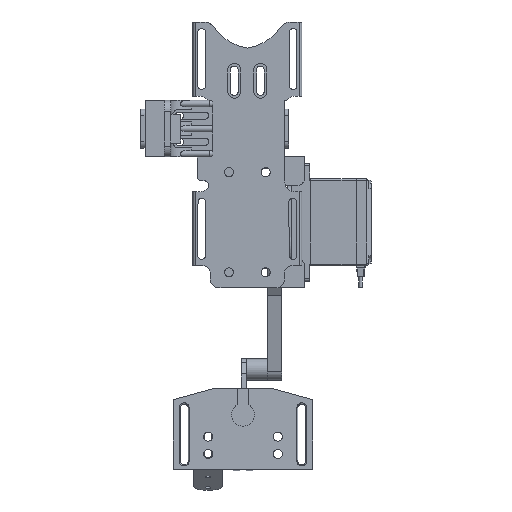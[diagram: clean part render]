
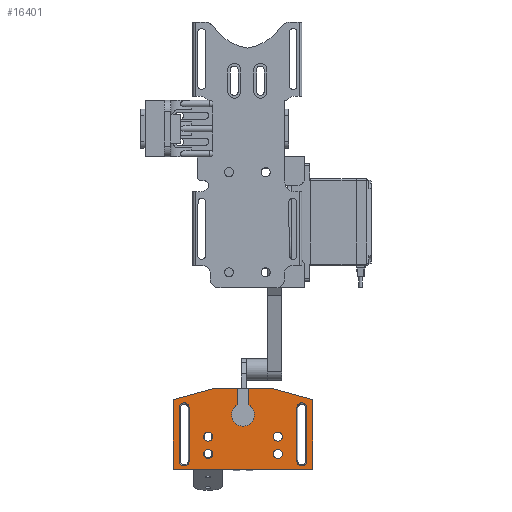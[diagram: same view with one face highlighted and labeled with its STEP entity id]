
A CAD part, front view. The second image highlights one B-rep face of the part: STEP entity #16401.
In plain terms, the highlighted face is planar.
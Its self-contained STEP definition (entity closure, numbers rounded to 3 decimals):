
#579=FACE_BOUND('',#2728,.T.);
#580=FACE_BOUND('',#2729,.T.);
#581=FACE_BOUND('',#2730,.T.);
#582=FACE_BOUND('',#2731,.T.);
#583=FACE_BOUND('',#2732,.T.);
#584=FACE_BOUND('',#2733,.T.);
#1028=PLANE('',#17890);
#1795=FACE_OUTER_BOUND('',#2727,.T.);
#2727=EDGE_LOOP('',(#14956,#14957,#14958,#14959,#14960,#14961,#14962,#14963,
#14964,#14965));
#2728=EDGE_LOOP('',(#14966,#14967,#14968,#14969));
#2729=EDGE_LOOP('',(#14970));
#2730=EDGE_LOOP('',(#14971));
#2731=EDGE_LOOP('',(#14972));
#2732=EDGE_LOOP('',(#14973));
#2733=EDGE_LOOP('',(#14974,#14975,#14976,#14977));
#4142=LINE('',#32312,#5680);
#4145=LINE('',#32318,#5683);
#4149=LINE('',#32326,#5687);
#4153=LINE('',#32333,#5691);
#4175=LINE('',#32438,#5713);
#4176=LINE('',#32447,#5714);
#4183=LINE('',#32478,#5721);
#4187=LINE('',#32485,#5725);
#4213=LINE('',#32598,#5751);
#4215=LINE('',#32609,#5753);
#4217=LINE('',#32617,#5755);
#4218=LINE('',#32619,#5756);
#4219=LINE('',#32620,#5757);
#5680=VECTOR('',#21740,10.);
#5683=VECTOR('',#21745,10.);
#5687=VECTOR('',#21753,10.);
#5691=VECTOR('',#21757,10.);
#5713=VECTOR('',#21847,10.);
#5714=VECTOR('',#21858,10.);
#5721=VECTOR('',#21897,10.);
#5725=VECTOR('',#21903,10.);
#5751=VECTOR('',#22001,10.);
#5753=VECTOR('',#22015,10.);
#5755=VECTOR('',#22027,10.);
#5756=VECTOR('',#22028,10.);
#5757=VECTOR('',#22029,10.);
#6363=CIRCLE('',#17782,5.25);
#6385=CIRCLE('',#17824,2.3);
#6387=CIRCLE('',#17828,2.3);
#6391=CIRCLE('',#17835,2.07);
#6394=CIRCLE('',#17840,2.07);
#6417=CIRCLE('',#17883,2.3);
#6420=CIRCLE('',#17888,2.3);
#6421=CIRCLE('',#17891,2.07);
#6422=CIRCLE('',#17892,2.07);
#7955=VERTEX_POINT('',#32302);
#7956=VERTEX_POINT('',#32303);
#7959=VERTEX_POINT('',#32311);
#7961=VERTEX_POINT('',#32317);
#7963=VERTEX_POINT('',#32325);
#7966=VERTEX_POINT('',#32331);
#7994=VERTEX_POINT('',#32434);
#7995=VERTEX_POINT('',#32436);
#7996=VERTEX_POINT('',#32440);
#7997=VERTEX_POINT('',#32444);
#8001=VERTEX_POINT('',#32461);
#8004=VERTEX_POINT('',#32471);
#8005=VERTEX_POINT('',#32476);
#8006=VERTEX_POINT('',#32477);
#8038=VERTEX_POINT('',#32595);
#8039=VERTEX_POINT('',#32597);
#8040=VERTEX_POINT('',#32601);
#8041=VERTEX_POINT('',#32605);
#8043=VERTEX_POINT('',#32616);
#8044=VERTEX_POINT('',#32618);
#8045=VERTEX_POINT('',#32621);
#8046=VERTEX_POINT('',#32623);
#10240=EDGE_CURVE('',#7955,#7956,#6363,.T.);
#10244=EDGE_CURVE('',#7959,#7955,#4142,.T.);
#10247=EDGE_CURVE('',#7956,#7961,#4145,.T.);
#10251=EDGE_CURVE('',#7959,#7963,#4149,.T.);
#10255=EDGE_CURVE('',#7966,#7961,#4153,.T.);
#10298=EDGE_CURVE('',#7994,#7995,#4175,.T.);
#10300=EDGE_CURVE('',#7995,#7996,#6385,.T.);
#10302=EDGE_CURVE('',#7996,#7997,#4176,.T.);
#10304=EDGE_CURVE('',#7997,#7994,#6387,.T.);
#10311=EDGE_CURVE('',#8001,#8001,#6391,.T.);
#10316=EDGE_CURVE('',#8004,#8004,#6394,.T.);
#10317=EDGE_CURVE('',#8005,#8006,#4183,.T.);
#10321=EDGE_CURVE('',#7966,#8006,#4187,.T.);
#10369=EDGE_CURVE('',#8038,#8039,#4213,.T.);
#10372=EDGE_CURVE('',#8039,#8040,#6417,.T.);
#10375=EDGE_CURVE('',#8040,#8041,#4215,.T.);
#10377=EDGE_CURVE('',#8041,#8038,#6420,.T.);
#10379=EDGE_CURVE('',#8005,#8043,#4217,.T.);
#10380=EDGE_CURVE('',#8043,#8044,#4218,.T.);
#10381=EDGE_CURVE('',#7963,#8044,#4219,.T.);
#10382=EDGE_CURVE('',#8045,#8045,#6421,.T.);
#10383=EDGE_CURVE('',#8046,#8046,#6422,.T.);
#14956=ORIENTED_EDGE('',*,*,#10247,.T.);
#14957=ORIENTED_EDGE('',*,*,#10255,.F.);
#14958=ORIENTED_EDGE('',*,*,#10321,.T.);
#14959=ORIENTED_EDGE('',*,*,#10317,.F.);
#14960=ORIENTED_EDGE('',*,*,#10379,.T.);
#14961=ORIENTED_EDGE('',*,*,#10380,.T.);
#14962=ORIENTED_EDGE('',*,*,#10381,.F.);
#14963=ORIENTED_EDGE('',*,*,#10251,.F.);
#14964=ORIENTED_EDGE('',*,*,#10244,.T.);
#14965=ORIENTED_EDGE('',*,*,#10240,.T.);
#14966=ORIENTED_EDGE('',*,*,#10298,.T.);
#14967=ORIENTED_EDGE('',*,*,#10300,.T.);
#14968=ORIENTED_EDGE('',*,*,#10302,.T.);
#14969=ORIENTED_EDGE('',*,*,#10304,.T.);
#14970=ORIENTED_EDGE('',*,*,#10316,.T.);
#14971=ORIENTED_EDGE('',*,*,#10311,.T.);
#14972=ORIENTED_EDGE('',*,*,#10382,.F.);
#14973=ORIENTED_EDGE('',*,*,#10383,.F.);
#14974=ORIENTED_EDGE('',*,*,#10369,.F.);
#14975=ORIENTED_EDGE('',*,*,#10377,.F.);
#14976=ORIENTED_EDGE('',*,*,#10375,.F.);
#14977=ORIENTED_EDGE('',*,*,#10372,.F.);
#16401=ADVANCED_FACE('',(#1795,#579,#580,#581,#582,#583,#584),#1028,.F.);
#17782=AXIS2_PLACEMENT_3D('',#32304,#21732,#21733);
#17824=AXIS2_PLACEMENT_3D('',#32442,#21852,#21853);
#17828=AXIS2_PLACEMENT_3D('',#32450,#21862,#21863);
#17835=AXIS2_PLACEMENT_3D('',#32463,#21879,#21880);
#17840=AXIS2_PLACEMENT_3D('',#32473,#21891,#21892);
#17883=AXIS2_PLACEMENT_3D('',#32603,#22008,#22009);
#17888=AXIS2_PLACEMENT_3D('',#32612,#22020,#22021);
#17890=AXIS2_PLACEMENT_3D('',#32615,#22025,#22026);
#17891=AXIS2_PLACEMENT_3D('',#32622,#22030,#22031);
#17892=AXIS2_PLACEMENT_3D('',#32624,#22032,#22033);
#21732=DIRECTION('center_axis',(0.,0.,1.));
#21733=DIRECTION('ref_axis',(-1.,0.,0.));
#21740=DIRECTION('',(0.,1.,0.));
#21745=DIRECTION('',(0.,-1.,0.));
#21753=DIRECTION('',(1.,0.,0.));
#21757=DIRECTION('',(1.,0.,0.));
#21847=DIRECTION('',(0.,-1.,0.));
#21852=DIRECTION('center_axis',(0.,0.,1.));
#21853=DIRECTION('ref_axis',(0.,-1.,0.));
#21858=DIRECTION('',(0.,1.,0.));
#21862=DIRECTION('center_axis',(0.,0.,1.));
#21863=DIRECTION('ref_axis',(0.,1.,0.));
#21879=DIRECTION('center_axis',(0.,0.,1.));
#21880=DIRECTION('ref_axis',(-1.,0.,0.));
#21891=DIRECTION('center_axis',(0.,0.,1.));
#21892=DIRECTION('ref_axis',(-1.,0.,0.));
#21897=DIRECTION('',(0.,-1.,0.));
#21903=DIRECTION('',(-0.964,0.268,0.));
#22001=DIRECTION('',(0.,-1.,0.));
#22008=DIRECTION('center_axis',(0.,0.,-1.));
#22009=DIRECTION('ref_axis',(0.,-1.,0.));
#22015=DIRECTION('',(0.,1.,0.));
#22020=DIRECTION('center_axis',(0.,0.,-1.));
#22021=DIRECTION('ref_axis',(0.,1.,0.));
#22025=DIRECTION('center_axis',(0.,0.,1.));
#22026=DIRECTION('ref_axis',(1.,0.,0.));
#22027=DIRECTION('',(1.,0.,0.));
#22028=DIRECTION('',(0.,-1.,0.));
#22029=DIRECTION('',(0.964,0.268,0.));
#22030=DIRECTION('center_axis',(0.,0.,-1.));
#22031=DIRECTION('ref_axis',(1.,0.,0.));
#22032=DIRECTION('center_axis',(0.,0.,-1.));
#22033=DIRECTION('ref_axis',(1.,0.,0.));
#32302=CARTESIAN_POINT('',(2.5,16.383,0.));
#32303=CARTESIAN_POINT('',(-2.5,16.383,0.));
#32304=CARTESIAN_POINT('Origin',(0.,21.,0.));
#32311=CARTESIAN_POINT('',(2.5,9.,0.));
#32312=CARTESIAN_POINT('',(2.5,18.25,0.));
#32317=CARTESIAN_POINT('',(-2.5,9.,0.));
#32318=CARTESIAN_POINT('',(-2.5,21.942,0.));
#32325=CARTESIAN_POINT('',(14.,9.,0.));
#32326=CARTESIAN_POINT('',(-14.,9.,0.));
#32331=CARTESIAN_POINT('',(-14.,9.,0.));
#32333=CARTESIAN_POINT('',(-14.,9.,0.));
#32434=CARTESIAN_POINT('',(-29.3,42.2,0.));
#32436=CARTESIAN_POINT('',(-29.3,17.8,0.));
#32438=CARTESIAN_POINT('',(-29.3,34.85,0.));
#32440=CARTESIAN_POINT('',(-24.7,17.8,0.));
#32442=CARTESIAN_POINT('Origin',(-27.,17.8,0.));
#32444=CARTESIAN_POINT('',(-24.7,42.2,0.));
#32447=CARTESIAN_POINT('',(-24.7,22.65,0.));
#32450=CARTESIAN_POINT('Origin',(-27.,42.2,0.));
#32461=CARTESIAN_POINT('',(-13.93,31.,0.));
#32463=CARTESIAN_POINT('Origin',(-16.,31.,0.));
#32471=CARTESIAN_POINT('',(-13.93,39.,0.));
#32473=CARTESIAN_POINT('Origin',(-16.,39.,0.));
#32476=CARTESIAN_POINT('',(-32.,46.,0.));
#32477=CARTESIAN_POINT('',(-32.,14.,0.));
#32478=CARTESIAN_POINT('',(-32.,46.,0.));
#32485=CARTESIAN_POINT('',(-14.,9.,0.));
#32595=CARTESIAN_POINT('',(29.3,42.2,0.));
#32597=CARTESIAN_POINT('',(29.3,17.8,0.));
#32598=CARTESIAN_POINT('',(29.3,34.85,0.));
#32601=CARTESIAN_POINT('',(24.7,17.8,0.));
#32603=CARTESIAN_POINT('Origin',(27.,17.8,0.));
#32605=CARTESIAN_POINT('',(24.7,42.2,0.));
#32609=CARTESIAN_POINT('',(24.7,22.65,0.));
#32612=CARTESIAN_POINT('Origin',(27.,42.2,0.));
#32615=CARTESIAN_POINT('Origin',(16.,27.5,0.));
#32616=CARTESIAN_POINT('',(32.,46.,0.));
#32617=CARTESIAN_POINT('',(0.,46.,0.));
#32618=CARTESIAN_POINT('',(32.,14.,0.));
#32619=CARTESIAN_POINT('',(32.,46.,0.));
#32620=CARTESIAN_POINT('',(14.,9.,0.));
#32621=CARTESIAN_POINT('',(13.93,31.,0.));
#32622=CARTESIAN_POINT('Origin',(16.,31.,0.));
#32623=CARTESIAN_POINT('',(13.93,39.,0.));
#32624=CARTESIAN_POINT('Origin',(16.,39.,0.));
